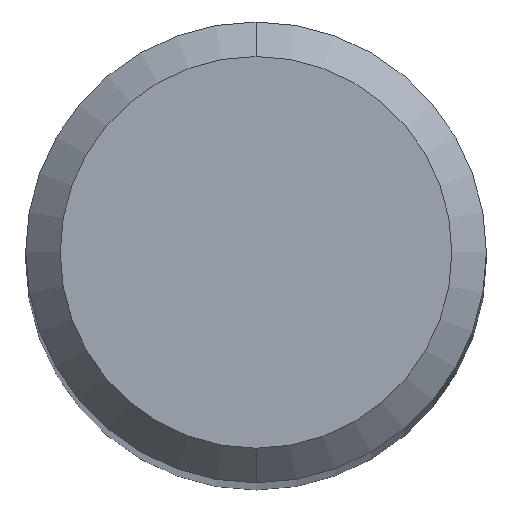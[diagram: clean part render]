
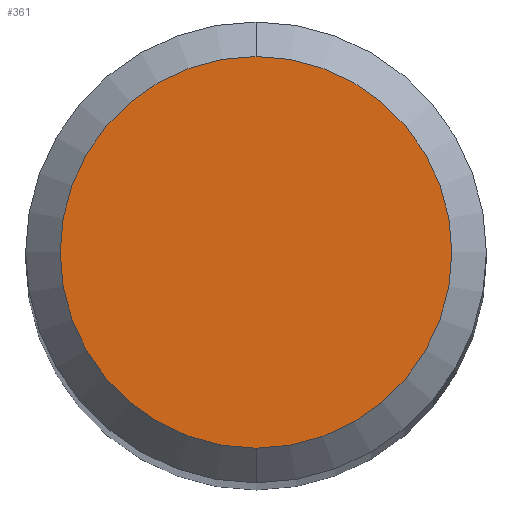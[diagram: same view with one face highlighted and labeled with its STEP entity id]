
A CAD part, top view. The second image highlights one B-rep face of the part: STEP entity #361.
In plain terms, the highlighted planar face has unit normal (0, 0, 1).
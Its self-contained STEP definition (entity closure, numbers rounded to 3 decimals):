
#297=EDGE_CURVE('',#355,#405,#613,.T.);
#355=VERTEX_POINT('',#679);
#361=ADVANCED_FACE('',(#685),#686,.T.);
#405=VERTEX_POINT('',#733);
#443=EDGE_CURVE('',#405,#355,#776,.T.);
#613=CIRCLE('',#1068,1.7);
#679=CARTESIAN_POINT('',(0.0,1.7,0.0));
#685=FACE_OUTER_BOUND('',#1230,.T.);
#686=PLANE('',#1231);
#733=CARTESIAN_POINT('',(0.,-1.7,0.0));
#776=CIRCLE('',#1415,1.7);
#1068=AXIS2_PLACEMENT_3D('',#1561,#1562,#1563);
#1230=EDGE_LOOP('',(#1654,#1655));
#1231=AXIS2_PLACEMENT_3D('',#1656,#1657,#1658);
#1415=AXIS2_PLACEMENT_3D('',#1766,#1767,#1768);
#1561=CARTESIAN_POINT('',(0.0,0.0,0.0));
#1562=DIRECTION('',(0.0,0.0,-1.0));
#1563=DIRECTION('',(0.0,1.0,0.0));
#1654=ORIENTED_EDGE('',*,*,#297,.F.);
#1655=ORIENTED_EDGE('',*,*,#443,.F.);
#1656=CARTESIAN_POINT('',(0.0,0.85,0.0));
#1657=DIRECTION('',(-0.0,0.0,1.0));
#1658=DIRECTION('',(0.0,-1.0,0.0));
#1766=CARTESIAN_POINT('',(0.0,0.0,0.0));
#1767=DIRECTION('',(0.0,0.0,-1.0));
#1768=DIRECTION('',(0.0,1.0,0.0));
